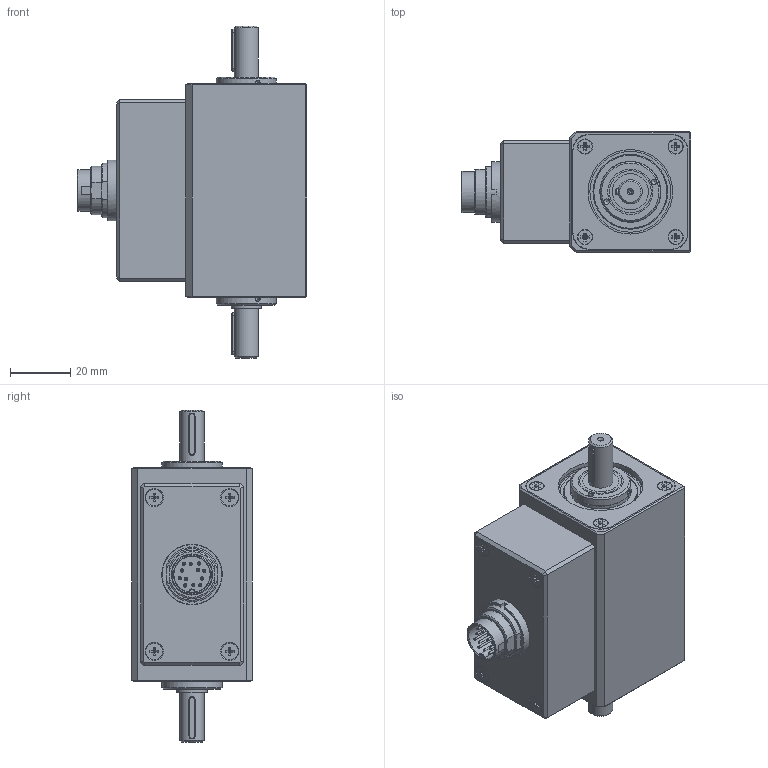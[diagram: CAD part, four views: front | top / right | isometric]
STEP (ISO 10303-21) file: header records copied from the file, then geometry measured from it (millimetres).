
FILE_DESCRIPTION( ( 'Unknown' ), '1' );
FILE_NAME( '2643-Z29_DOC-00104197.stp', 'Unknown', ( 'Unknown' ), ( 'Unknown' ), 'PSStep 17.0.49', 'Unknown', ' ' );
FILE_SCHEMA( ( 'AUTOMOTIVE_DESIGN { 1 0 10303 214 1 1 1 1 }' ) );
Length unit declared in the file: millimetre
Products named in the file (38): 2643-B02_DOC-00044355; 2643-006_doc-00044138; 2643-013_doc-00044176; 2643-013_doc-00044176-oa2; Senkschraube DIN 965-M2,5x5-H; Senkschraube DIN 965-M2,5x5-H-oa3; Senkschraube DIN 965-M2,5x5-H-oa4; Senkschraube DIN 965-M2,5x5-H-oa5; Senkschraube DIN 965-M2,5x5-H-oa6; Senkschraube DIN 965-M2,5x5-H-oa7; Senkschraube DIN 965-M2,5x5-H-oa8; Senkschraube DIN 965-M2,5x5-H-oa9; 2643-B21_DOC-00076727; 2643-056_DOC-00076728; DIN 625-T1-6002-2Z_15x32x9; DIN 625-T1-6002-2Z_15x32x9-oa0; 2634-007_doc-00044141; 2643-014_doc-00044185; 2643-002_DOC-00044086; paßfeder a2x2x14 din 6885; paßfeder a2x2x14 din 6885-oa1; 2643-B15_Elektronikgehäuse_DOC-00067869; Senkschraube DIN 965-M3x30-H; Senkschraube DIN 965-M3x30-H-oa10; Senkschraube DIN 965-M3x30-H-oa11; Senkschraube DIN 965-M3x30-H-oa12; 2643-107_DOC-00105004; Assem1; Mutter fuer Flanschst_DOC-00098240; cerl0B20E61Fok6c
Assembly tree (37 placements, depth 3):
  Assem1
    Mutter fuer Flanschst_DOC-00098240
    cerl0B20E61Fok6c
    2643-B21_DOC-00076727
      2643-056_DOC-00076728
      DIN 625-T1-6002-2Z_15x32x9
      DIN 625-T1-6002-2Z_15x32x9
      DIN 625-T1-6002-2Z_15x32x9
      DIN 625-T1-6002-2Z_15x32x9
      DIN 625-T1-6002-2Z_15x32x9
      DIN 625-T1-6002-2Z_15x32x9-oa0
      DIN 625-T1-6002-2Z_15x32x9-oa0
      DIN 625-T1-6002-2Z_15x32x9-oa0
      DIN 625-T1-6002-2Z_15x32x9-oa0
      DIN 625-T1-6002-2Z_15x32x9-oa0
      2634-007_doc-00044141
      2643-014_doc-00044185
      2643-002_DOC-00044086
      paßfeder a2x2x14 din 6885
      paßfeder a2x2x14 din 6885-oa1
    2643-B02_DOC-00044355
      2643-006_doc-00044138
      2643-013_doc-00044176
      2643-013_doc-00044176-oa2
      Senkschraube DIN 965-M2,5x5-H
      Senkschraube DIN 965-M2,5x5-H-oa3
      Senkschraube DIN 965-M2,5x5-H-oa4
      Senkschraube DIN 965-M2,5x5-H-oa5
      Senkschraube DIN 965-M2,5x5-H-oa6
      Senkschraube DIN 965-M2,5x5-H-oa7
      Senkschraube DIN 965-M2,5x5-H-oa8
      Senkschraube DIN 965-M2,5x5-H-oa9
    2643-B15_Elektronikgehäuse_DOC-00067869
      Senkschraube DIN 965-M3x30-H
      Senkschraube DIN 965-M3x30-H-oa10
      Senkschraube DIN 965-M3x30-H-oa11
      Senkschraube DIN 965-M3x30-H-oa12
      2643-107_DOC-00105004
Bounding box: 76 x 40 x 110 mm (x, y, z)
Volume: 132273.5 mm3; surface area: 64942 mm2
Topology: 34 solids, 36 shells, 784 faces, 1821 edges, 1170 vertices
Faces by surface type: plane 372, cylinder 230, torus 91, cone 90, bspline 1
Full cylindrical faces by diameter (mm): 0.7 x24, 1 x2, 1.5 x2, 1.567 x2, 1.8 x2, 1.948 x8, 2.013 x8, 2.387 x4, 2.5 x8, 3 x4, 3.2 x4, 3.242 x4, 4 x2, 4.7 x8, 5.6 x4, 8 x2, 10 x1, 10.5 x1, 11 x1, 11.7 x1, 12 x3, 12.85 x1, 13.6 x1, 13.917 x2, 14.95 x1, 15 x5, 17 x1, 17.188 x1, 18 x1, 18.4 x4
Entity records: 26965 total; most frequent: CARTESIAN_POINT 3622, DIRECTION 3618, ORIENTED_EDGE 2770, AXIS2_PLACEMENT_3D 1438, EDGE_CURVE 1385, EDGE_LOOP 1212, VERTEX_POINT 1070, FACE_OUTER_BOUND 999
